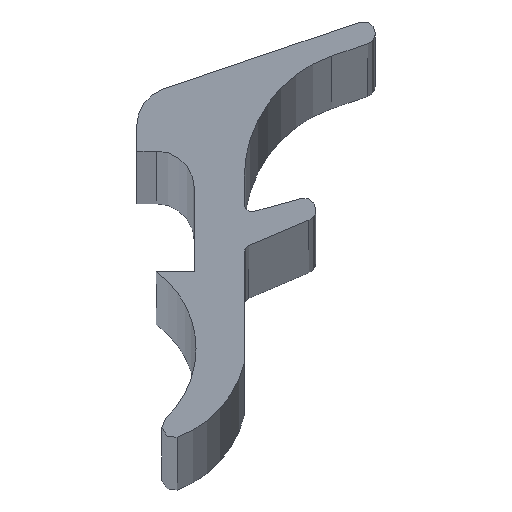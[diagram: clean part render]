
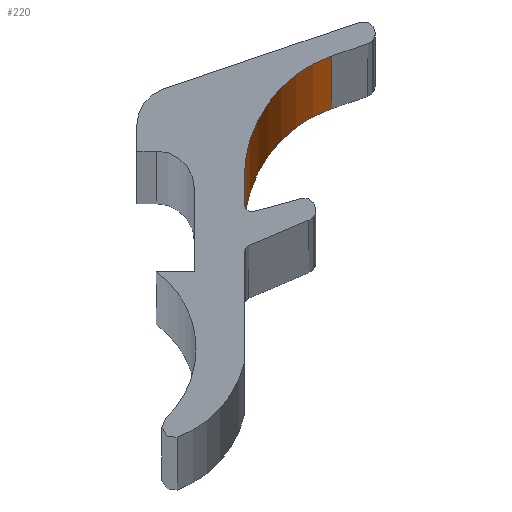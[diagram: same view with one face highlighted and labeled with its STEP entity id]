
A CAD part, top view. The second image highlights one B-rep face of the part: STEP entity #220.
In plain terms, the highlighted cylindrical face has radius 4.27 mm (diameter 8.54 mm), a partial arc.
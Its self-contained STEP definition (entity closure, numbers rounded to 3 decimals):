
#38 = EDGE_CURVE ( 'NONE', #364, #592, #546, .T. ) ;
#51 = FACE_OUTER_BOUND ( 'NONE', #745, .T. ) ;
#56 = DIRECTION ( 'NONE',  ( 1., 0., 0. ) ) ;
#70 = AXIS2_PLACEMENT_3D ( 'NONE', #313, #500, #172 ) ;
#89 = EDGE_CURVE ( 'NONE', #515, #364, #315, .T. ) ;
#93 = CARTESIAN_POINT ( 'NONE',  ( 5.095, 3.103, -1000. ) ) ;
#123 = ORIENTED_EDGE ( 'NONE', *, *, #38, .T. ) ;
#172 = DIRECTION ( 'NONE',  ( 1., 0., 0. ) ) ;
#191 = ORIENTED_EDGE ( 'NONE', *, *, #519, .F. ) ;
#192 = DIRECTION ( 'NONE',  ( 0., 0., 1. ) ) ;
#194 = VERTEX_POINT ( 'NONE', #633 ) ;
#197 = DIRECTION ( 'NONE',  ( 0., 0., -1. ) ) ;
#220 = ADVANCED_FACE ( 'NONE', ( #51 ), #832, .F. ) ;
#226 = CARTESIAN_POINT ( 'NONE',  ( 3.718, 7.145, -1000. ) ) ;
#253 = CARTESIAN_POINT ( 'NONE',  ( 0.825, 3.103, -1000. ) ) ;
#313 = CARTESIAN_POINT ( 'NONE',  ( 5.095, 3.103, -1000. ) ) ;
#315 = CIRCLE ( 'NONE', #530, 4.27 ) ;
#350 = ORIENTED_EDGE ( 'NONE', *, *, #89, .T. ) ;
#364 = VERTEX_POINT ( 'NONE', #414 ) ;
#397 = AXIS2_PLACEMENT_3D ( 'NONE', #793, #197, #56 ) ;
#414 = CARTESIAN_POINT ( 'NONE',  ( 3.718, 7.145, -1000. ) ) ;
#421 = CARTESIAN_POINT ( 'NONE',  ( 3.718, 7.145, 0. ) ) ;
#423 = DIRECTION ( 'NONE',  ( 0., 0., 1. ) ) ;
#471 = DIRECTION ( 'NONE',  ( 0., 0., -1. ) ) ;
#476 = DIRECTION ( 'NONE',  ( 1., 0., 0. ) ) ;
#481 = VECTOR ( 'NONE', #192, 1000. ) ;
#500 = DIRECTION ( 'NONE',  ( 0., 0., 1. ) ) ;
#515 = VERTEX_POINT ( 'NONE', #647 ) ;
#519 = EDGE_CURVE ( 'NONE', #194, #592, #618, .T. ) ;
#530 = AXIS2_PLACEMENT_3D ( 'NONE', #93, #471, #476 ) ;
#546 = LINE ( 'NONE', #226, #724 ) ;
#580 = LINE ( 'NONE', #253, #481 ) ;
#592 = VERTEX_POINT ( 'NONE', #421 ) ;
#618 = CIRCLE ( 'NONE', #397, 4.27 ) ;
#633 = CARTESIAN_POINT ( 'NONE',  ( 0.825, 3.103, 0. ) ) ;
#647 = CARTESIAN_POINT ( 'NONE',  ( 0.825, 3.103, -1000. ) ) ;
#724 = VECTOR ( 'NONE', #423, 1000. ) ;
#737 = ORIENTED_EDGE ( 'NONE', *, *, #798, .F. ) ;
#745 = EDGE_LOOP ( 'NONE', ( #191, #737, #350, #123 ) ) ;
#793 = CARTESIAN_POINT ( 'NONE',  ( 5.095, 3.103, 0. ) ) ;
#798 = EDGE_CURVE ( 'NONE', #515, #194, #580, .T. ) ;
#832 = CYLINDRICAL_SURFACE ( 'NONE', #70, 4.27 ) ;
